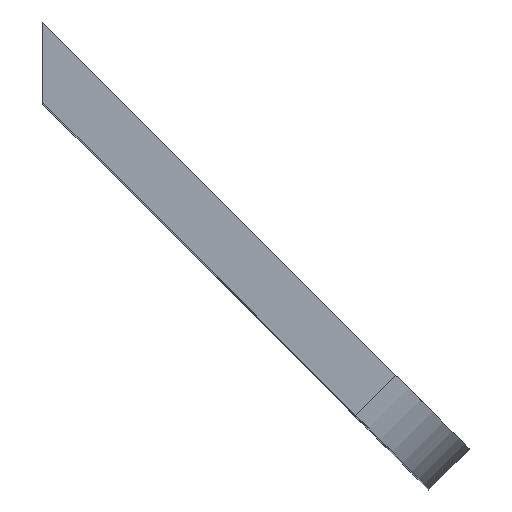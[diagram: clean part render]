
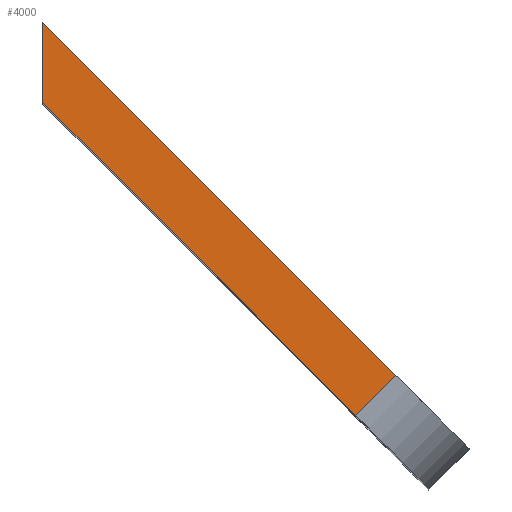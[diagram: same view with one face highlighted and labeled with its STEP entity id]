
A CAD part, top view. The second image highlights one B-rep face of the part: STEP entity #4000.
In plain terms, the highlighted face is planar.
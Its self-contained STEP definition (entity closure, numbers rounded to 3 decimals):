
#60=CARTESIAN_POINT('',(-197.,40.,0.));
#70=DIRECTION('',(0.,1.,0.));
#80=VECTOR('',#70,1.);
#90=LINE('',#60,#80);
#100=CARTESIAN_POINT('',(-197.,40.,0.));
#110=VERTEX_POINT('',#100);
#120=CARTESIAN_POINT('',(-197.,211.,0.));
#130=VERTEX_POINT('',#120);
#140=EDGE_CURVE('',#110,#130,#90,.T.);
#1200=CARTESIAN_POINT('',(-197.,233.,22.));
#1210=VERTEX_POINT('',#1200);
#1240=CARTESIAN_POINT('',(-197.,233.,22.));
#1250=DIRECTION('',(0.,-0.707,-0.707));
#1260=VECTOR('',#1250,1.);
#1270=LINE('',#1240,#1260);
#1280=EDGE_CURVE('',#1210,#130,#1270,.T.);
#3640=CARTESIAN_POINT('',(-197.,40.,22.));
#3650=DIRECTION('',(0.,0.,-1.));
#3660=VECTOR('',#3650,1.);
#3670=LINE('',#3640,#3660);
#3680=CARTESIAN_POINT('',(-197.,40.,22.));
#3690=VERTEX_POINT('',#3680);
#3700=EDGE_CURVE('',#3690,#110,#3670,.T.);
#3840=CARTESIAN_POINT('',(-197.,233.,0.));
#3850=DIRECTION('',(-1.,0.,0.));
#3860=DIRECTION('',(0.,-1.,0.));
#3870=AXIS2_PLACEMENT_3D('',#3840,#3850,#3860);
#3880=PLANE('',#3870);
#3890=CARTESIAN_POINT('',(-197.,40.,22.));
#3900=DIRECTION('',(0.,1.,0.));
#3910=VECTOR('',#3900,1.);
#3920=LINE('',#3890,#3910);
#3930=EDGE_CURVE('',#3690,#1210,#3920,.T.);
#3940=ORIENTED_EDGE('',*,*,#3930,.T.);
#3950=ORIENTED_EDGE('',*,*,#3700,.F.);
#3960=ORIENTED_EDGE('',*,*,#140,.F.);
#3970=ORIENTED_EDGE('',*,*,#1280,.T.);
#3980=EDGE_LOOP('',(#3970,#3960,#3950,#3940));
#3990=FACE_OUTER_BOUND('',#3980,.T.);
#4000=ADVANCED_FACE('',(#3990),#3880,.T.);
